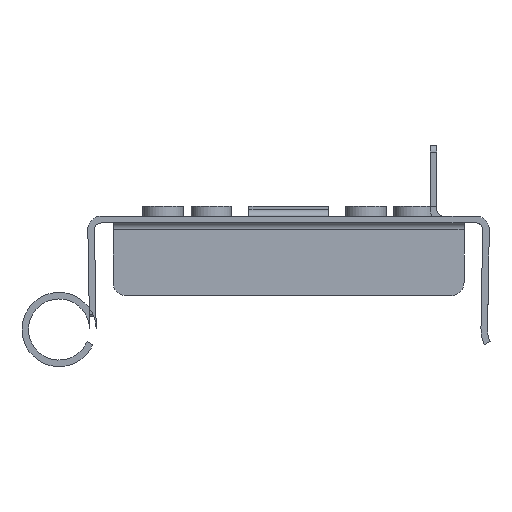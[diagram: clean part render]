
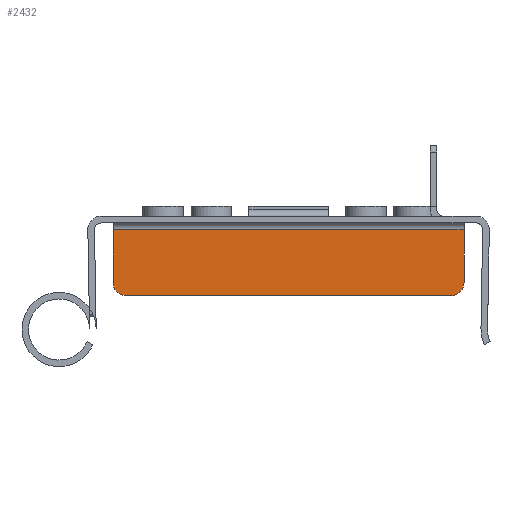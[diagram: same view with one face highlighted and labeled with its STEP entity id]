
A CAD part, left-side view. The second image highlights one B-rep face of the part: STEP entity #2432.
In plain terms, the highlighted planar face has unit normal (-1, 0, 0).
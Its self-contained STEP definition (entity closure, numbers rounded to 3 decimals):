
#953 = VERTEX_POINT('',#954);
#954 = CARTESIAN_POINT('',(3.725,6.62,10.62));
#960 = EDGE_CURVE('',#961,#953,#963,.T.);
#961 = VERTEX_POINT('',#962);
#962 = CARTESIAN_POINT('',(3.725,6.62,12.62));
#963 = LINE('',#964,#965);
#964 = CARTESIAN_POINT('',(3.725,6.62,12.62));
#965 = VECTOR('',#966,1.);
#966 = DIRECTION('',(0.,0.,-1.));
#1495 = VERTEX_POINT('',#1496);
#1496 = CARTESIAN_POINT('',(3.725,-6.63,12.62));
#1503 = EDGE_CURVE('',#1495,#1504,#1506,.T.);
#1504 = VERTEX_POINT('',#1505);
#1505 = CARTESIAN_POINT('',(3.725,-6.63,10.62));
#1506 = LINE('',#1507,#1508);
#1507 = CARTESIAN_POINT('',(3.725,-6.63,12.62)
  );
#1508 = VECTOR('',#1509,1.);
#1509 = DIRECTION('',(0.,0.,-1.));
#2331 = EDGE_CURVE('',#961,#1495,#2332,.T.);
#2332 = LINE('',#2333,#2334);
#2333 = CARTESIAN_POINT('',(3.725,6.62,12.62)
  );
#2334 = VECTOR('',#2335,1.);
#2335 = DIRECTION('',(0.,-1.,0.));
#2432 = ADVANCED_FACE('',(#2433),#2462,.T.);
#2433 = FACE_BOUND('',#2434,.T.);
#2434 = EDGE_LOOP('',(#2435,#2444,#2445,#2446,#2447,#2456));
#2435 = ORIENTED_EDGE('',*,*,#2436,.T.);
#2436 = EDGE_CURVE('',#2437,#1504,#2439,.T.);
#2437 = VERTEX_POINT('',#2438);
#2438 = CARTESIAN_POINT('',(3.725,-6.13,10.12));
#2439 = CIRCLE('',#2440,0.5);
#2440 = AXIS2_PLACEMENT_3D('',#2441,#2442,#2443);
#2441 = CARTESIAN_POINT('',(3.725,-6.13,10.62)
  );
#2442 = DIRECTION('',(-1.,-0.,-0.));
#2443 = DIRECTION('',(0.,0.,-1.));
#2444 = ORIENTED_EDGE('',*,*,#1503,.F.);
#2445 = ORIENTED_EDGE('',*,*,#2331,.F.);
#2446 = ORIENTED_EDGE('',*,*,#960,.T.);
#2447 = ORIENTED_EDGE('',*,*,#2448,.T.);
#2448 = EDGE_CURVE('',#953,#2449,#2451,.T.);
#2449 = VERTEX_POINT('',#2450);
#2450 = CARTESIAN_POINT('',(3.725,6.12,10.12));
#2451 = CIRCLE('',#2452,0.5);
#2452 = AXIS2_PLACEMENT_3D('',#2453,#2454,#2455);
#2453 = CARTESIAN_POINT('',(3.725,6.12,10.62)
  );
#2454 = DIRECTION('',(-1.,0.,0.));
#2455 = DIRECTION('',(0.,1.,0.));
#2456 = ORIENTED_EDGE('',*,*,#2457,.F.);
#2457 = EDGE_CURVE('',#2437,#2449,#2458,.T.);
#2458 = LINE('',#2459,#2460);
#2459 = CARTESIAN_POINT('',(3.725,-6.13,10.12)
  );
#2460 = VECTOR('',#2461,1.);
#2461 = DIRECTION('',(0.,1.,0.));
#2462 = PLANE('',#2463);
#2463 = AXIS2_PLACEMENT_3D('',#2464,#2465,#2466);
#2464 = CARTESIAN_POINT('',(3.725,20.87,13.12));
#2465 = DIRECTION('',(-1.,0.,0.));
#2466 = DIRECTION('',(0.,0.,1.));
